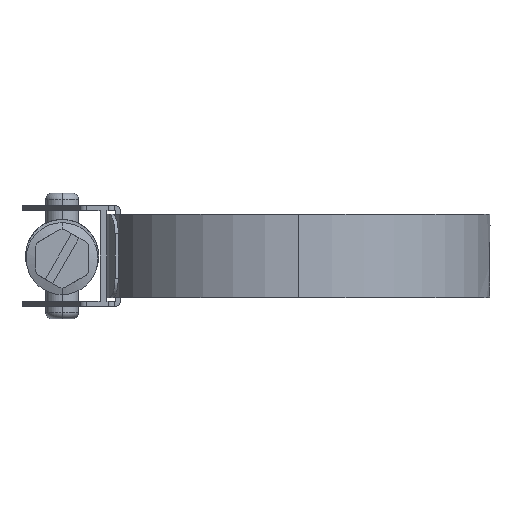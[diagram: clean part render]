
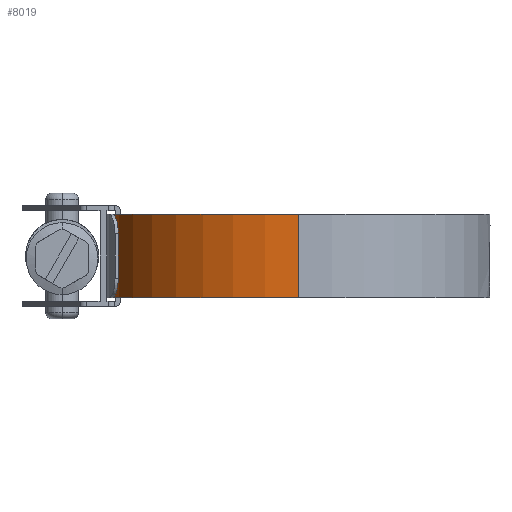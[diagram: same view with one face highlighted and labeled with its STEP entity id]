
A CAD part, left-side view. The second image highlights one B-rep face of the part: STEP entity #8019.
In plain terms, the highlighted cylindrical face has radius 29.03 mm (diameter 58.06 mm), a partial arc.
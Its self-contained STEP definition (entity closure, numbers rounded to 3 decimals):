
#109 = CARTESIAN_POINT ( 'NONE',  ( 0., 0., 6.35 ) ) ;
#706 = EDGE_CURVE ( 'NONE', #9304, #10693, #11287, .T. ) ;
#1288 = EDGE_CURVE ( 'NONE', #9304, #2367, #4684, .T. ) ;
#2169 = DIRECTION ( 'NONE',  ( -1., 0., 0. ) ) ;
#2367 = VERTEX_POINT ( 'NONE', #13465 ) ;
#2557 = DIRECTION ( 'NONE',  ( 0., 0., 1. ) ) ;
#2869 = EDGE_CURVE ( 'NONE', #2367, #7758, #8016, .T. ) ;
#3702 = DIRECTION ( 'NONE',  ( 1., 0., 0. ) ) ;
#4265 = DIRECTION ( 'NONE',  ( 0., 0., -1. ) ) ;
#4268 = VECTOR ( 'NONE', #13210, 1000. ) ;
#4325 = DIRECTION ( 'NONE',  ( 0., 0., 1. ) ) ;
#4619 = AXIS2_PLACEMENT_3D ( 'NONE', #6406, #4265, #2169 ) ;
#4684 = CIRCLE ( 'NONE', #11036, 29.03 ) ;
#4709 = ORIENTED_EDGE ( 'NONE', *, *, #1288, .F. ) ;
#5551 = ORIENTED_EDGE ( 'NONE', *, *, #2869, .F. ) ;
#6406 = CARTESIAN_POINT ( 'NONE',  ( 0., 0., 6.35 ) ) ;
#6473 = FACE_OUTER_BOUND ( 'NONE', #11265, .T. ) ;
#7344 = CYLINDRICAL_SURFACE ( 'NONE', #4619, 29.03 ) ;
#7436 = CIRCLE ( 'NONE', #10502, 29.03 ) ;
#7758 = VERTEX_POINT ( 'NONE', #9479 ) ;
#8016 = LINE ( 'NONE', #13170, #9514 ) ;
#8019 = ADVANCED_FACE ( 'NONE', ( #6473 ), #7344, .T. ) ;
#8292 = ORIENTED_EDGE ( 'NONE', *, *, #11784, .T. ) ;
#8493 = DIRECTION ( 'NONE',  ( 1., 0., 0. ) ) ;
#9058 = CARTESIAN_POINT ( 'NONE',  ( 0., 29.03, -6.35 ) ) ;
#9146 = CARTESIAN_POINT ( 'NONE',  ( 0., 29.03, 6.35 ) ) ;
#9304 = VERTEX_POINT ( 'NONE', #11134 ) ;
#9479 = CARTESIAN_POINT ( 'NONE',  ( -29.03, 0., -6.35 ) ) ;
#9514 = VECTOR ( 'NONE', #10155, 1000. ) ;
#9861 = CARTESIAN_POINT ( 'NONE',  ( 0., 0., -6.35 ) ) ;
#10155 = DIRECTION ( 'NONE',  ( 0., 0., -1. ) ) ;
#10502 = AXIS2_PLACEMENT_3D ( 'NONE', #9861, #2557, #3702 ) ;
#10693 = VERTEX_POINT ( 'NONE', #9058 ) ;
#11036 = AXIS2_PLACEMENT_3D ( 'NONE', #109, #4325, #8493 ) ;
#11134 = CARTESIAN_POINT ( 'NONE',  ( 0., 29.03, 6.35 ) ) ;
#11265 = EDGE_LOOP ( 'NONE', ( #5551, #4709, #13088, #8292 ) ) ;
#11287 = LINE ( 'NONE', #9146, #4268 ) ;
#11784 = EDGE_CURVE ( 'NONE', #10693, #7758, #7436, .T. ) ;
#13088 = ORIENTED_EDGE ( 'NONE', *, *, #706, .T. ) ;
#13170 = CARTESIAN_POINT ( 'NONE',  ( -29.03, 0., 6.35 ) ) ;
#13210 = DIRECTION ( 'NONE',  ( 0., 0., -1. ) ) ;
#13465 = CARTESIAN_POINT ( 'NONE',  ( -29.03, 0., 6.35 ) ) ;
